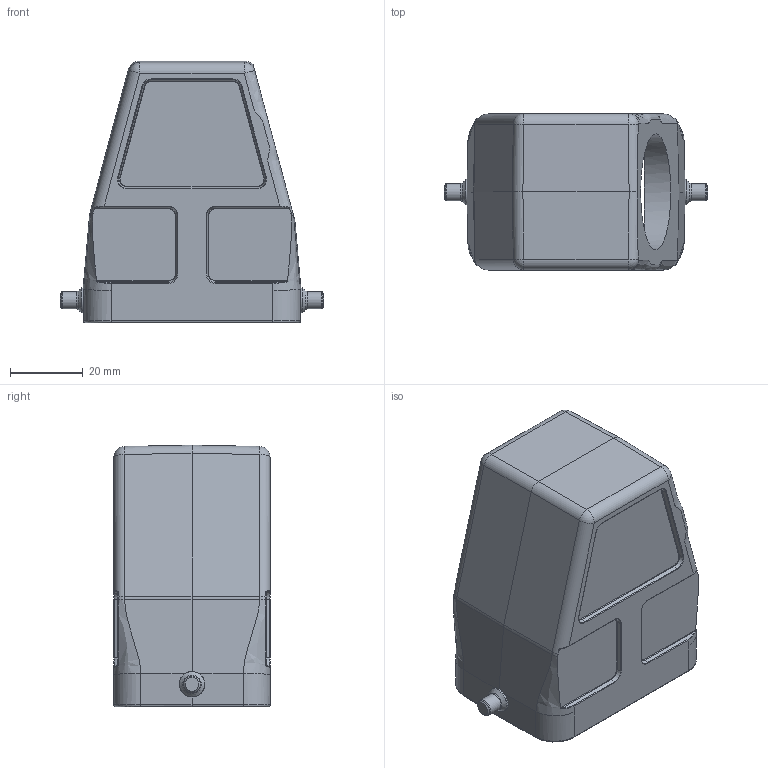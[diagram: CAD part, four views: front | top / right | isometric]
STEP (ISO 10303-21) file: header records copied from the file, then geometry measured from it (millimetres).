
FILE_DESCRIPTION(/* description */ (''),/* implementation_level */ '2;1');
FILE_NAME(/* name */ '100205280ugm000_e.stp',/* time_stamp */ '2017-11-03T12:17:19+01:00',/* author */ (''),/* organization */ (''),/* preprocessor_version */ 'ST-DEVELOPER v16',/* originating_system */ 'SIEMENS PLM Software NX 10.0',/* authorisation */ '');
FILE_SCHEMA (('AUTOMOTIVE_DESIGN { 1 0 10303 214 3 1 1 1 }'));
Length unit declared in the file: millimetre
Products named in the file (1): 100205280ugm000_e
Bounding box: 72.6 x 43 x 72 mm (x, y, z)
Volume: 41502.2 mm3; surface area: 26798 mm2
Topology: 1 solids, 1 shells, 423 faces, 1069 edges, 667 vertices
Faces by surface type: plane 159, cylinder 114, bspline 60, torus 46, cone 38, sphere 6
Full cylindrical faces by diameter (mm): 3 x4, 4 x2, 4.8 x2, 7 x2, 32 x1
Entity records: 16081 total; most frequent: CARTESIAN_POINT 5478, DIRECTION 1987, ORIENTED_EDGE 1958, EDGE_CURVE 979, AXIS2_PLACEMENT_3D 748, VERTEX_POINT 608, LINE 491, VECTOR 491
